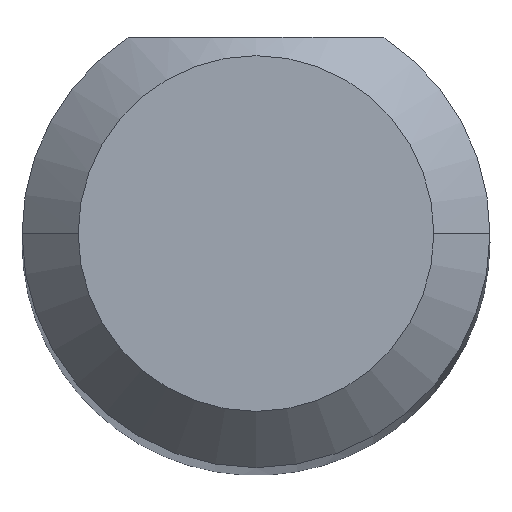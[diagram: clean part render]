
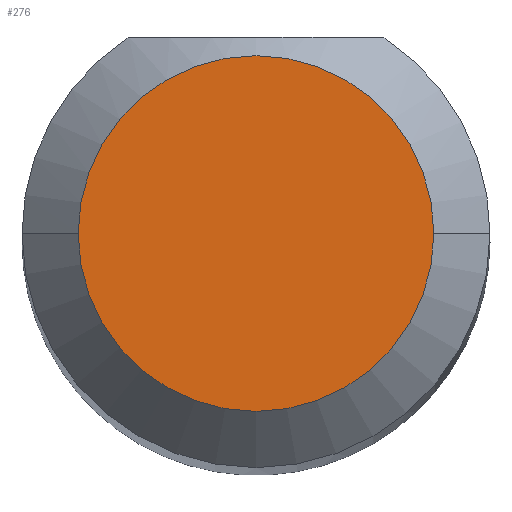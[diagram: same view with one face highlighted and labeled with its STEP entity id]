
A CAD part, top view. The second image highlights one B-rep face of the part: STEP entity #276.
In plain terms, the highlighted planar face has unit normal (0, 0, 1).
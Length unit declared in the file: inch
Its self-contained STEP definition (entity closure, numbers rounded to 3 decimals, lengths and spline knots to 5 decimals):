
#58 = AXIS2_PLACEMENT_3D ( 'NONE', #360, #354, #357 ) ;
#112 = DIRECTION ( 'NONE',  ( 0., 0., 1. ) ) ;
#130 = FACE_OUTER_BOUND ( 'NONE', #435, .T. ) ;
#131 = EDGE_CURVE ( 'NONE', #166, #569, #342, .T. ) ;
#137 = PLANE ( 'NONE',  #58 ) ;
#163 = AXIS2_PLACEMENT_3D ( 'NONE', #290, #112, #258 ) ;
#166 = VERTEX_POINT ( 'NONE', #565 ) ;
#173 = EDGE_CURVE ( 'NONE', #569, #166, #566, .T. ) ;
#200 = DIRECTION ( 'NONE',  ( 1., 0., 0. ) ) ;
#258 = DIRECTION ( 'NONE',  ( 1., 0., 0. ) ) ;
#259 = ORIENTED_EDGE ( 'NONE', *, *, #173, .T. ) ;
#276 = ADVANCED_FACE ( 'NONE', ( #130 ), #137, .T. ) ;
#284 = CARTESIAN_POINT ( 'NONE',  ( -0.0475, 0., 1.5 ) ) ;
#290 = CARTESIAN_POINT ( 'NONE',  ( 0., 0., 1.5 ) ) ;
#334 = AXIS2_PLACEMENT_3D ( 'NONE', #431, #500, #200 ) ;
#342 = CIRCLE ( 'NONE', #163, 0.0475 ) ;
#354 = DIRECTION ( 'NONE',  ( 0., 0., 1. ) ) ;
#357 = DIRECTION ( 'NONE',  ( 1., 0., 0. ) ) ;
#360 = CARTESIAN_POINT ( 'NONE',  ( 0., 0., 1.5 ) ) ;
#431 = CARTESIAN_POINT ( 'NONE',  ( 0., 0., 1.5 ) ) ;
#435 = EDGE_LOOP ( 'NONE', ( #259, #470 ) ) ;
#470 = ORIENTED_EDGE ( 'NONE', *, *, #131, .T. ) ;
#500 = DIRECTION ( 'NONE',  ( 0., 0., 1. ) ) ;
#565 = CARTESIAN_POINT ( 'NONE',  ( 0.0475, 0., 1.5 ) ) ;
#566 = CIRCLE ( 'NONE', #334, 0.0475 ) ;
#569 = VERTEX_POINT ( 'NONE', #284 ) ;
